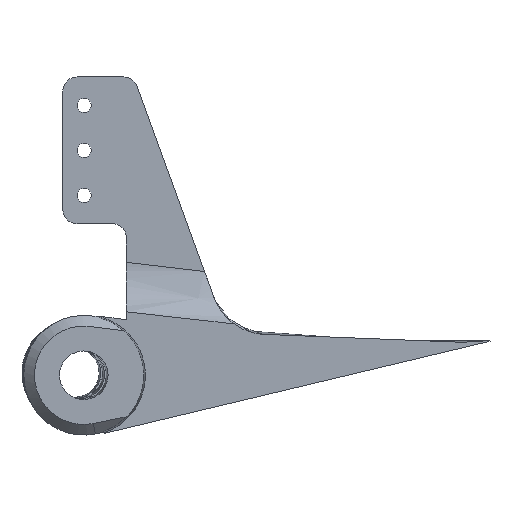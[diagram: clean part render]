
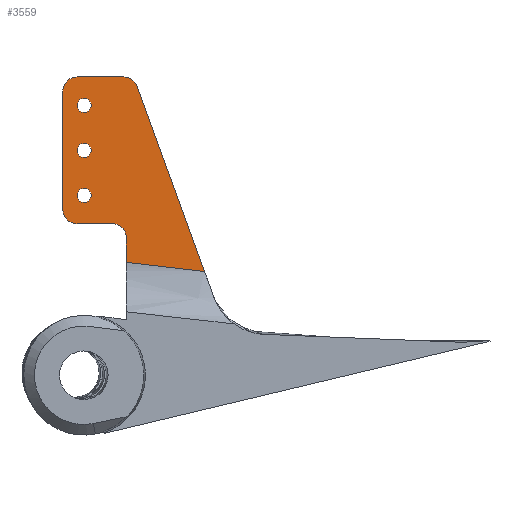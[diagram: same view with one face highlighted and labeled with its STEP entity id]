
A CAD part, front view. The second image highlights one B-rep face of the part: STEP entity #3559.
In plain terms, the highlighted planar face has unit normal (0, -1, 0).
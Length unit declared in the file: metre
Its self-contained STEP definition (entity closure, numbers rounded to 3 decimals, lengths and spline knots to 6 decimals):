
#41 = VERTEX_POINT ( 'NONE', #1792 ) ;
#80 = CARTESIAN_POINT ( 'NONE',  ( 0.088669, 0.229, 0.005501 ) ) ;
#157 = AXIS2_PLACEMENT_3D ( 'NONE', #1263, #5399, #6402 ) ;
#277 = CARTESIAN_POINT ( 'NONE',  ( 0.089184, 0.229, 0.018578 ) ) ;
#291 = VERTEX_POINT ( 'NONE', #2698 ) ;
#304 = DIRECTION ( 'NONE',  ( 0., 1., 0. ) ) ;
#345 = CARTESIAN_POINT ( 'NONE',  ( 0.088669, 0.229, 0.007228 ) ) ;
#346 = CARTESIAN_POINT ( 'NONE',  ( 0.084184, 0.229, 0.018578 ) ) ;
#442 = EDGE_CURVE ( 'NONE', #1992, #6396, #4822, .T. ) ;
#479 = AXIS2_PLACEMENT_3D ( 'NONE', #2760, #4358, #2240 ) ;
#577 = CIRCLE ( 'NONE', #157, 0.0005 ) ;
#609 = CARTESIAN_POINT ( 'NONE',  ( 0.094178, 0.229, 0.004857 ) ) ;
#638 = VERTEX_POINT ( 'NONE', #3465 ) ;
#677 = DIRECTION ( 'NONE',  ( 0., 1., 0. ) ) ;
#792 = AXIS2_PLACEMENT_3D ( 'NONE', #3894, #4480, #6469 ) ;
#855 = CARTESIAN_POINT ( 'NONE',  ( 0.085684, 0.229, 0.013403 ) ) ;
#860 = DIRECTION ( 'NONE',  ( 0., 0., 1. ) ) ;
#1003 = ORIENTED_EDGE ( 'NONE', *, *, #6276, .T. ) ;
#1085 = EDGE_CURVE ( 'NONE', #3139, #5680, #5435, .T. ) ;
#1169 = ORIENTED_EDGE ( 'NONE', *, *, #2262, .T. ) ;
#1212 = DIRECTION ( 'NONE',  ( 0., 0., 1. ) ) ;
#1263 = CARTESIAN_POINT ( 'NONE',  ( 0.085684, 0.229, 0.016578 ) ) ;
#1269 = ORIENTED_EDGE ( 'NONE', *, *, #3493, .T. ) ;
#1321 = AXIS2_PLACEMENT_3D ( 'NONE', #1449, #1922, #3419 ) ;
#1350 = PLANE ( 'NONE',  #1321 ) ;
#1405 = B_SPLINE_CURVE_WITH_KNOTS ( 'NONE', 3,
 ( #3186, #4070, #5188, #2051 ),
 .UNSPECIFIED., .F., .F.,
 ( 4, 4 ),
 ( 0., 0.005546 ),
 .UNSPECIFIED. ) ;
#1419 = DIRECTION ( 'NONE',  ( 0., 0., 1. ) ) ;
#1449 = CARTESIAN_POINT ( 'NONE',  ( 0., 0.229, 0. ) ) ;
#1480 = CARTESIAN_POINT ( 'NONE',  ( 0.088669, 0.229, 0.001432 ) ) ;
#1550 = CARTESIAN_POINT ( 'NONE',  ( 0.084184, 0.229, 0.017578 ) ) ;
#1554 = CIRCLE ( 'NONE', #5536, 0.0005 ) ;
#1707 = ORIENTED_EDGE ( 'NONE', *, *, #1775, .T. ) ;
#1750 = CIRCLE ( 'NONE', #2280, 0.0005 ) ;
#1775 = EDGE_CURVE ( 'NONE', #5238, #2575, #3333, .T. ) ;
#1788 = CARTESIAN_POINT ( 'NONE',  ( 0.085184, 0.229, 0.008228 ) ) ;
#1792 = CARTESIAN_POINT ( 'NONE',  ( 0.085684, 0.229, 0.013903 ) ) ;
#1798 = DIRECTION ( 'NONE',  ( 0., -1., 0. ) ) ;
#1836 = CARTESIAN_POINT ( 'NONE',  ( 0.085684, 0.229, 0.012903 ) ) ;
#1849 = FACE_BOUND ( 'NONE', #2686, .T. ) ;
#1910 = DIRECTION ( 'NONE',  ( 0., 0., 1. ) ) ;
#1922 = DIRECTION ( 'NONE',  ( 0., 1., 0. ) ) ;
#1948 = EDGE_LOOP ( 'NONE', ( #4708, #1269 ) ) ;
#1965 = CIRCLE ( 'NONE', #2794, 0.001 ) ;
#1982 = EDGE_CURVE ( 'NONE', #4073, #4587, #3545, .T. ) ;
#1992 = VERTEX_POINT ( 'NONE', #5426 ) ;
#1997 = DIRECTION ( 'NONE',  ( 0., 1., 0. ) ) ;
#2051 = CARTESIAN_POINT ( 'NONE',  ( 0.094178, 0.229, 0.004857 ) ) ;
#2062 = VECTOR ( 'NONE', #1910, 1. ) ;
#2107 = CARTESIAN_POINT ( 'NONE',  ( 0.085684, 0.229, 0.010228 ) ) ;
#2124 = EDGE_CURVE ( 'NONE', #5580, #5680, #4554, .T. ) ;
#2240 = DIRECTION ( 'NONE',  ( 0., 0., 1. ) ) ;
#2262 = EDGE_CURVE ( 'NONE', #4587, #4073, #1554, .T. ) ;
#2280 = AXIS2_PLACEMENT_3D ( 'NONE', #855, #2447, #1419 ) ;
#2447 = DIRECTION ( 'NONE',  ( 0., 1., 0. ) ) ;
#2469 = LINE ( 'NONE', #3407, #2062 ) ;
#2575 = VERTEX_POINT ( 'NONE', #6094 ) ;
#2685 = VECTOR ( 'NONE', #6443, 1. ) ;
#2686 = EDGE_LOOP ( 'NONE', ( #1707, #3040 ) ) ;
#2698 = CARTESIAN_POINT ( 'NONE',  ( 0.085184, 0.229, 0.018578 ) ) ;
#2709 = VECTOR ( 'NONE', #3766, 1. ) ;
#2760 = CARTESIAN_POINT ( 'NONE',  ( 0.085184, 0.229, 0.017578 ) ) ;
#2794 = AXIS2_PLACEMENT_3D ( 'NONE', #5835, #1798, #6274 ) ;
#2860 = EDGE_CURVE ( 'NONE', #3139, #3270, #3862, .T. ) ;
#2884 = CARTESIAN_POINT ( 'NONE',  ( 0.085684, 0.229, 0.016578 ) ) ;
#2924 = AXIS2_PLACEMENT_3D ( 'NONE', #4903, #1997, #5331 ) ;
#2961 = ORIENTED_EDGE ( 'NONE', *, *, #2860, .F. ) ;
#2970 = DIRECTION ( 'NONE',  ( 0., 1., 0. ) ) ;
#3021 = ORIENTED_EDGE ( 'NONE', *, *, #3130, .T. ) ;
#3040 = ORIENTED_EDGE ( 'NONE', *, *, #5051, .T. ) ;
#3130 = EDGE_CURVE ( 'NONE', #5580, #6396, #1405, .T. ) ;
#3139 = VERTEX_POINT ( 'NONE', #4041 ) ;
#3180 = VERTEX_POINT ( 'NONE', #1550 ) ;
#3186 = CARTESIAN_POINT ( 'NONE',  ( 0.088669, 0.229, 0.005501 ) ) ;
#3201 = CIRCLE ( 'NONE', #4463, 0.0005 ) ;
#3231 = AXIS2_PLACEMENT_3D ( 'NONE', #5929, #3423, #5793 ) ;
#3270 = VERTEX_POINT ( 'NONE', #1788 ) ;
#3333 = CIRCLE ( 'NONE', #3341, 0.0005 ) ;
#3341 = AXIS2_PLACEMENT_3D ( 'NONE', #2884, #304, #3365 ) ;
#3365 = DIRECTION ( 'NONE',  ( 0., 0., 1. ) ) ;
#3387 = FACE_BOUND ( 'NONE', #3502, .T. ) ;
#3407 = CARTESIAN_POINT ( 'NONE',  ( 0.084184, 0.229, 0.008228 ) ) ;
#3419 = DIRECTION ( 'NONE',  ( 0., 0., 1. ) ) ;
#3423 = DIRECTION ( 'NONE',  ( 0., 1., 0. ) ) ;
#3430 = CARTESIAN_POINT ( 'NONE',  ( 0.085684, 0.229, 0.016078 ) ) ;
#3452 = CARTESIAN_POINT ( 'NONE',  ( 0.085684, 0.229, 0.013403 ) ) ;
#3465 = CARTESIAN_POINT ( 'NONE',  ( 0.084184, 0.229, 0.009228 ) ) ;
#3493 = EDGE_CURVE ( 'NONE', #41, #5784, #1750, .T. ) ;
#3502 = EDGE_LOOP ( 'NONE', ( #1169, #4762 ) ) ;
#3545 = CIRCLE ( 'NONE', #3231, 0.0005 ) ;
#3559 = ADVANCED_FACE ( 'NONE', ( #3942, #3387, #1849, #5852 ), #1350, .F. ) ;
#3617 = CIRCLE ( 'NONE', #792, 0.001 ) ;
#3696 = ORIENTED_EDGE ( 'NONE', *, *, #442, .F. ) ;
#3766 = DIRECTION ( 'NONE',  ( 0.342, 0., -0.94 ) ) ;
#3838 = CIRCLE ( 'NONE', #479, 0.001 ) ;
#3840 = ORIENTED_EDGE ( 'NONE', *, *, #2124, .F. ) ;
#3862 = LINE ( 'NONE', #5869, #4171 ) ;
#3866 = LINE ( 'NONE', #346, #2685 ) ;
#3894 = CARTESIAN_POINT ( 'NONE',  ( 0.085184, 0.229, 0.009228 ) ) ;
#3942 = FACE_OUTER_BOUND ( 'NONE', #5557, .T. ) ;
#3982 = EDGE_CURVE ( 'NONE', #638, #3180, #2469, .T. ) ;
#4041 = CARTESIAN_POINT ( 'NONE',  ( 0.087669, 0.229, 0.008228 ) ) ;
#4056 = ORIENTED_EDGE ( 'NONE', *, *, #1085, .T. ) ;
#4070 = CARTESIAN_POINT ( 'NONE',  ( 0.090504, 0.229, 0.005273 ) ) ;
#4073 = VERTEX_POINT ( 'NONE', #4685 ) ;
#4171 = VECTOR ( 'NONE', #5802, 1. ) ;
#4358 = DIRECTION ( 'NONE',  ( 0., -1., 0. ) ) ;
#4362 = ORIENTED_EDGE ( 'NONE', *, *, #3982, .F. ) ;
#4463 = AXIS2_PLACEMENT_3D ( 'NONE', #3452, #2970, #860 ) ;
#4480 = DIRECTION ( 'NONE',  ( 0., -1., 0. ) ) ;
#4526 = DIRECTION ( 'NONE',  ( 0., 0., 1. ) ) ;
#4554 = LINE ( 'NONE', #1480, #4696 ) ;
#4587 = VERTEX_POINT ( 'NONE', #5070 ) ;
#4685 = CARTESIAN_POINT ( 'NONE',  ( 0.085684, 0.229, 0.010728 ) ) ;
#4696 = VECTOR ( 'NONE', #4526, 1. ) ;
#4708 = ORIENTED_EDGE ( 'NONE', *, *, #5340, .T. ) ;
#4741 = ORIENTED_EDGE ( 'NONE', *, *, #6325, .T. ) ;
#4762 = ORIENTED_EDGE ( 'NONE', *, *, #1982, .T. ) ;
#4807 = EDGE_CURVE ( 'NONE', #291, #5647, #3866, .T. ) ;
#4822 = LINE ( 'NONE', #277, #2709 ) ;
#4903 = CARTESIAN_POINT ( 'NONE',  ( 0.087669, 0.229, 0.007228 ) ) ;
#5051 = EDGE_CURVE ( 'NONE', #2575, #5238, #577, .T. ) ;
#5070 = CARTESIAN_POINT ( 'NONE',  ( 0.085684, 0.229, 0.009728 ) ) ;
#5188 = CARTESIAN_POINT ( 'NONE',  ( 0.09234, 0.229, 0.005056 ) ) ;
#5238 = VERTEX_POINT ( 'NONE', #3430 ) ;
#5331 = DIRECTION ( 'NONE',  ( 0., 0., 1. ) ) ;
#5340 = EDGE_CURVE ( 'NONE', #5784, #41, #3201, .T. ) ;
#5399 = DIRECTION ( 'NONE',  ( 0., 1., 0. ) ) ;
#5426 = CARTESIAN_POINT ( 'NONE',  ( 0.089423, 0.229, 0.01792 ) ) ;
#5435 = CIRCLE ( 'NONE', #2924, 0.001 ) ;
#5536 = AXIS2_PLACEMENT_3D ( 'NONE', #2107, #677, #1212 ) ;
#5557 = EDGE_LOOP ( 'NONE', ( #3840, #3021, #3696, #1003, #5592, #5963, #4362, #4741, #2961, #4056 ) ) ;
#5580 = VERTEX_POINT ( 'NONE', #80 ) ;
#5592 = ORIENTED_EDGE ( 'NONE', *, *, #4807, .F. ) ;
#5647 = VERTEX_POINT ( 'NONE', #6038 ) ;
#5680 = VERTEX_POINT ( 'NONE', #345 ) ;
#5784 = VERTEX_POINT ( 'NONE', #1836 ) ;
#5793 = DIRECTION ( 'NONE',  ( 0., 0., 1. ) ) ;
#5802 = DIRECTION ( 'NONE',  ( -1., 0., 0. ) ) ;
#5835 = CARTESIAN_POINT ( 'NONE',  ( 0.088483, 0.229, 0.017578 ) ) ;
#5852 = FACE_BOUND ( 'NONE', #1948, .T. ) ;
#5869 = CARTESIAN_POINT ( 'NONE',  ( 0.088669, 0.229, 0.008228 ) ) ;
#5929 = CARTESIAN_POINT ( 'NONE',  ( 0.085684, 0.229, 0.010228 ) ) ;
#5963 = ORIENTED_EDGE ( 'NONE', *, *, #6066, .T. ) ;
#6038 = CARTESIAN_POINT ( 'NONE',  ( 0.088483, 0.229, 0.018578 ) ) ;
#6066 = EDGE_CURVE ( 'NONE', #291, #3180, #3838, .T. ) ;
#6094 = CARTESIAN_POINT ( 'NONE',  ( 0.085684, 0.229, 0.017078 ) ) ;
#6274 = DIRECTION ( 'NONE',  ( 0., 0., 1. ) ) ;
#6276 = EDGE_CURVE ( 'NONE', #1992, #5647, #1965, .T. ) ;
#6325 = EDGE_CURVE ( 'NONE', #638, #3270, #3617, .T. ) ;
#6396 = VERTEX_POINT ( 'NONE', #609 ) ;
#6402 = DIRECTION ( 'NONE',  ( 0., 0., 1. ) ) ;
#6443 = DIRECTION ( 'NONE',  ( 1., 0., 0. ) ) ;
#6469 = DIRECTION ( 'NONE',  ( 0., 0., 1. ) ) ;
